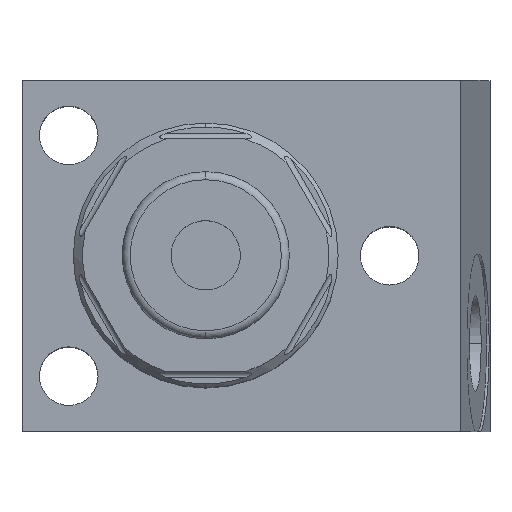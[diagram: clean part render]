
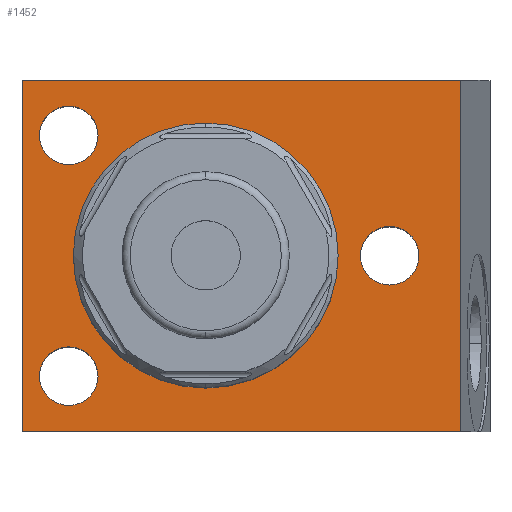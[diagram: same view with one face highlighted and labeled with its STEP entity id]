
A CAD part, top view. The second image highlights one B-rep face of the part: STEP entity #1452.
In plain terms, the highlighted planar face has unit normal (0, 0, 1).
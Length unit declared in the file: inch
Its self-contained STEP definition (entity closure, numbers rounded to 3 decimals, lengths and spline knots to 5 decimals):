
#269=DIRECTION('',(0.,1.,0.));
#270=VECTOR('',#269,1.313);
#271=CARTESIAN_POINT('',(-0.687,-0.6565,0.535));
#272=LINE('',#271,#270);
#273=CARTESIAN_POINT('',(0.,0.,0.535));
#274=DIRECTION('',(0.,0.,1.));
#275=DIRECTION('',(1.,0.,0.));
#276=AXIS2_PLACEMENT_3D('',#273,#274,#275);
#278=CARTESIAN_POINT('',(0.,0.,0.535));
#279=DIRECTION('',(0.,0.,1.));
#280=DIRECTION('',(-1.,0.,0.));
#281=AXIS2_PLACEMENT_3D('',#278,#279,#280);
#283=CARTESIAN_POINT('',(-0.512,-0.45,0.535));
#284=DIRECTION('',(0.,0.,-1.));
#285=DIRECTION('',(-1.,0.,0.));
#286=AXIS2_PLACEMENT_3D('',#283,#284,#285);
#288=CARTESIAN_POINT('',(-0.512,-0.45,0.535));
#289=DIRECTION('',(0.,0.,-1.));
#290=DIRECTION('',(1.,0.,0.));
#291=AXIS2_PLACEMENT_3D('',#288,#289,#290);
#293=CARTESIAN_POINT('',(-0.512,0.45,0.535));
#294=DIRECTION('',(0.,0.,-1.));
#295=DIRECTION('',(-1.,0.,0.));
#296=AXIS2_PLACEMENT_3D('',#293,#294,#295);
#298=CARTESIAN_POINT('',(-0.512,0.45,0.535));
#299=DIRECTION('',(0.,0.,-1.));
#300=DIRECTION('',(1.,0.,0.));
#301=AXIS2_PLACEMENT_3D('',#298,#299,#300);
#303=CARTESIAN_POINT('',(0.688,0.,0.535));
#304=DIRECTION('',(0.,0.,-1.));
#305=DIRECTION('',(-1.,0.,0.));
#306=AXIS2_PLACEMENT_3D('',#303,#304,#305);
#308=CARTESIAN_POINT('',(0.688,0.,0.535));
#309=DIRECTION('',(0.,0.,-1.));
#310=DIRECTION('',(1.,0.,0.));
#311=AXIS2_PLACEMENT_3D('',#308,#309,#310);
#333=DIRECTION('',(1.,0.,0.));
#334=VECTOR('',#333,1.63949);
#335=CARTESIAN_POINT('',(-0.687,-0.6565,0.535));
#336=LINE('',#335,#334);
#365=DIRECTION('',(0.,1.,0.));
#366=VECTOR('',#365,1.313);
#367=CARTESIAN_POINT('',(0.95249,-0.6565,0.535));
#368=LINE('',#367,#366);
#377=DIRECTION('',(1.,0.,0.));
#378=VECTOR('',#377,1.63949);
#379=CARTESIAN_POINT('',(-0.687,0.6565,0.535));
#380=LINE('',#379,#378);
#1149=CARTESIAN_POINT('',(-0.687,-0.6565,0.535));
#1150=VERTEX_POINT('',#1149);
#1151=CARTESIAN_POINT('',(0.95249,-0.6565,0.535));
#1152=VERTEX_POINT('',#1151);
#1157=CARTESIAN_POINT('',(-0.687,0.6565,0.535));
#1158=VERTEX_POINT('',#1157);
#1159=CARTESIAN_POINT('',(0.95249,0.6565,0.535));
#1160=VERTEX_POINT('',#1159);
#1161=CARTESIAN_POINT('',(0.495,0.,0.535));
#1162=CARTESIAN_POINT('',(-0.495,0.,0.535));
#1163=VERTEX_POINT('',#1161);
#1164=VERTEX_POINT('',#1162);
#1169=CARTESIAN_POINT('',(-0.6215,-0.45,0.535));
#1170=CARTESIAN_POINT('',(-0.4025,-0.45,0.535));
#1171=VERTEX_POINT('',#1169);
#1172=VERTEX_POINT('',#1170);
#1177=CARTESIAN_POINT('',(-0.6215,0.45,0.535));
#1178=CARTESIAN_POINT('',(-0.4025,0.45,0.535));
#1179=VERTEX_POINT('',#1177);
#1180=VERTEX_POINT('',#1178);
#1185=CARTESIAN_POINT('',(0.5785,0.,0.535));
#1186=CARTESIAN_POINT('',(0.7975,0.,0.535));
#1187=VERTEX_POINT('',#1185);
#1188=VERTEX_POINT('',#1186);
#1414=CARTESIAN_POINT('',(-0.687,-0.6565,0.535));
#1415=DIRECTION('',(0.,0.,1.));
#1416=DIRECTION('',(1.,0.,0.));
#1417=AXIS2_PLACEMENT_3D('',#1414,#1415,#1416);
#1418=PLANE('',#1417);
#1420=ORIENTED_EDGE('',*,*,#1419,.F.);
#1422=ORIENTED_EDGE('',*,*,#1421,.T.);
#1424=ORIENTED_EDGE('',*,*,#1423,.T.);
#1426=ORIENTED_EDGE('',*,*,#1425,.F.);
#1427=EDGE_LOOP('',(#1420,#1422,#1424,#1426));
#1428=FACE_OUTER_BOUND('',#1427,.F.);
#1429=ORIENTED_EDGE('',*,*,#1402,.T.);
#1431=ORIENTED_EDGE('',*,*,#1430,.T.);
#1432=EDGE_LOOP('',(#1429,#1431));
#1433=FACE_BOUND('',#1432,.F.);
#1435=ORIENTED_EDGE('',*,*,#1434,.F.);
#1437=ORIENTED_EDGE('',*,*,#1436,.F.);
#1438=EDGE_LOOP('',(#1435,#1437));
#1439=FACE_BOUND('',#1438,.F.);
#1441=ORIENTED_EDGE('',*,*,#1440,.F.);
#1443=ORIENTED_EDGE('',*,*,#1442,.F.);
#1444=EDGE_LOOP('',(#1441,#1443));
#1445=FACE_BOUND('',#1444,.F.);
#1447=ORIENTED_EDGE('',*,*,#1446,.F.);
#1449=ORIENTED_EDGE('',*,*,#1448,.F.);
#1450=EDGE_LOOP('',(#1447,#1449));
#1451=FACE_BOUND('',#1450,.F.);
#1452=ADVANCED_FACE('',(#1428,#1433,#1439,#1445,#1451),#1418,.T.);
#277=CIRCLE('',#276,0.495);
#282=CIRCLE('',#281,0.495);
#287=CIRCLE('',#286,0.1095);
#292=CIRCLE('',#291,0.1095);
#297=CIRCLE('',#296,0.1095);
#302=CIRCLE('',#301,0.1095);
#307=CIRCLE('',#306,0.1095);
#312=CIRCLE('',#311,0.1095);
#1402=EDGE_CURVE('',#1163,#1164,#277,.T.);
#1419=EDGE_CURVE('',#1150,#1152,#336,.T.);
#1421=EDGE_CURVE('',#1150,#1158,#272,.T.);
#1423=EDGE_CURVE('',#1158,#1160,#380,.T.);
#1425=EDGE_CURVE('',#1152,#1160,#368,.T.);
#1430=EDGE_CURVE('',#1164,#1163,#282,.T.);
#1434=EDGE_CURVE('',#1171,#1172,#287,.T.);
#1436=EDGE_CURVE('',#1172,#1171,#292,.T.);
#1440=EDGE_CURVE('',#1179,#1180,#297,.T.);
#1442=EDGE_CURVE('',#1180,#1179,#302,.T.);
#1446=EDGE_CURVE('',#1187,#1188,#307,.T.);
#1448=EDGE_CURVE('',#1188,#1187,#312,.T.);
